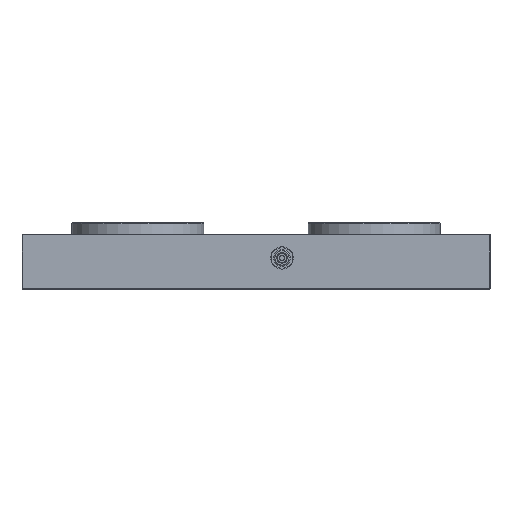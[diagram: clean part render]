
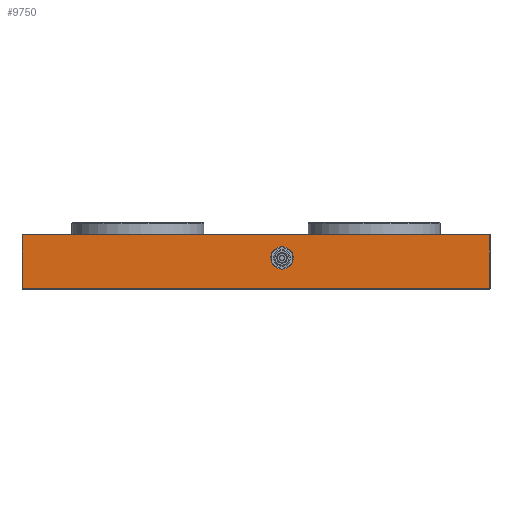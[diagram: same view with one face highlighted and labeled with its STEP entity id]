
A CAD part, top view. The second image highlights one B-rep face of the part: STEP entity #9750.
In plain terms, the highlighted planar face has unit normal (0, 0, 1).
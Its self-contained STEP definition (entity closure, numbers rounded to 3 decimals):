
#131 = LINE ( 'NONE', #478, #64609 ) ;
#379 = ORIENTED_EDGE ( 'NONE', *, *, #60778, .T. ) ;
#478 = CARTESIAN_POINT ( 'NONE',  ( -198., 45.5, 173. ) ) ;
#518 = AXIS2_PLACEMENT_3D ( 'NONE', #16676, #64447, #60107 ) ;
#1584 = PLANE ( 'NONE',  #28634 ) ;
#5593 = ORIENTED_EDGE ( 'NONE', *, *, #49229, .T. ) ;
#7125 = VERTEX_POINT ( 'NONE', #50662 ) ;
#9750 = ADVANCED_FACE ( 'NONE', ( #23130, #50500 ), #1584, .F. ) ;
#10197 = VERTEX_POINT ( 'NONE', #40422 ) ;
#12949 = DIRECTION ( 'NONE',  ( 0., -1., 0. ) ) ;
#13918 = EDGE_CURVE ( 'NONE', #36827, #18281, #63870, .T. ) ;
#16676 = CARTESIAN_POINT ( 'NONE',  ( 22., 26., 173. ) ) ;
#17133 = EDGE_LOOP ( 'NONE', ( #5593 ) ) ;
#18281 = VERTEX_POINT ( 'NONE', #26597 ) ;
#18788 = DIRECTION ( 'NONE',  ( -1., 0., 0. ) ) ;
#20285 = ORIENTED_EDGE ( 'NONE', *, *, #36899, .T. ) ;
#21339 = VECTOR ( 'NONE', #67793, 1000. ) ;
#21716 = VECTOR ( 'NONE', #50480, 1000. ) ;
#22354 = DIRECTION ( 'NONE',  ( -1., 0., 0. ) ) ;
#22637 = VECTOR ( 'NONE', #12949, 1000. ) ;
#23130 = FACE_BOUND ( 'NONE', #17133, .T. ) ;
#26597 = CARTESIAN_POINT ( 'NONE',  ( 197.5, 45.5, 173. ) ) ;
#28634 = AXIS2_PLACEMENT_3D ( 'NONE', #52252, #41302, #18788 ) ;
#30387 = CARTESIAN_POINT ( 'NONE',  ( 197.5, 46., 173. ) ) ;
#34492 = CARTESIAN_POINT ( 'NONE',  ( -198., 0.5, 173. ) ) ;
#36827 = VERTEX_POINT ( 'NONE', #69396 ) ;
#36899 = EDGE_CURVE ( 'NONE', #18281, #10197, #131, .T. ) ;
#39896 = ORIENTED_EDGE ( 'NONE', *, *, #13918, .T. ) ;
#40422 = CARTESIAN_POINT ( 'NONE',  ( -197.5, 45.5, 173. ) ) ;
#41302 = DIRECTION ( 'NONE',  ( 0., 0., -1. ) ) ;
#43586 = ORIENTED_EDGE ( 'NONE', *, *, #53220, .T. ) ;
#45884 = LINE ( 'NONE', #34492, #21716 ) ;
#49229 = EDGE_CURVE ( 'NONE', #7125, #7125, #65472, .T. ) ;
#50480 = DIRECTION ( 'NONE',  ( 1., 0., 0. ) ) ;
#50500 = FACE_OUTER_BOUND ( 'NONE', #60761, .T. ) ;
#50662 = CARTESIAN_POINT ( 'NONE',  ( 22., 16.55, 173. ) ) ;
#52252 = CARTESIAN_POINT ( 'NONE',  ( -198., 46., 173. ) ) ;
#53220 = EDGE_CURVE ( 'NONE', #70075, #36827, #45884, .T. ) ;
#60107 = DIRECTION ( 'NONE',  ( 0., -1., 0. ) ) ;
#60761 = EDGE_LOOP ( 'NONE', ( #379, #43586, #39896, #20285 ) ) ;
#60778 = EDGE_CURVE ( 'NONE', #10197, #70075, #67169, .T. ) ;
#63870 = LINE ( 'NONE', #30387, #21339 ) ;
#64447 = DIRECTION ( 'NONE',  ( 0., 0., -1. ) ) ;
#64609 = VECTOR ( 'NONE', #22354, 1000. ) ;
#65472 = CIRCLE ( 'NONE', #518, 9.45 ) ;
#65736 = CARTESIAN_POINT ( 'NONE',  ( -197.5, 46., 173. ) ) ;
#67169 = LINE ( 'NONE', #65736, #22637 ) ;
#67793 = DIRECTION ( 'NONE',  ( 0., 1., 0. ) ) ;
#69396 = CARTESIAN_POINT ( 'NONE',  ( 197.5, 0.5, 173. ) ) ;
#69678 = CARTESIAN_POINT ( 'NONE',  ( -197.5, 0.5, 173. ) ) ;
#70075 = VERTEX_POINT ( 'NONE', #69678 ) ;
